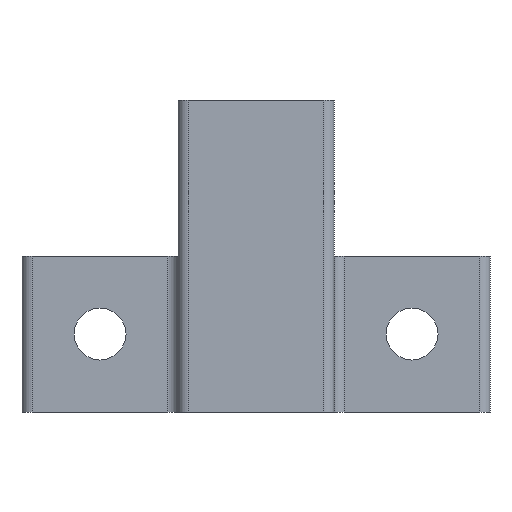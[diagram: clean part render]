
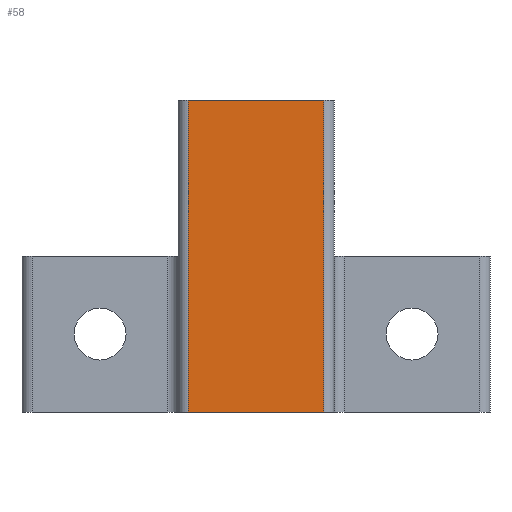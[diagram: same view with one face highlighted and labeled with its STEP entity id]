
A CAD part, left-side view. The second image highlights one B-rep face of the part: STEP entity #58.
In plain terms, the highlighted planar face has unit normal (-1, 0, 0).
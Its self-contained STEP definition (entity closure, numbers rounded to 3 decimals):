
#58=ADVANCED_FACE('',(#167),#169,.T.);
#167=FACE_BOUND('',#168,.T.);
#168=EDGE_LOOP('',(#447,#448,#449,#450));
#169=PLANE('',#170);
#170=AXIS2_PLACEMENT_3D('',#171,#172,#173);
#171=CARTESIAN_POINT('',(-20.,7.5,0.));
#172=DIRECTION('',(-1.,0.,0.));
#173=DIRECTION('',(0.,-1.,0.));
#447=ORIENTED_EDGE('',*,*,#644,.F.);
#448=ORIENTED_EDGE('',*,*,#604,.T.);
#449=ORIENTED_EDGE('',*,*,#645,.T.);
#450=ORIENTED_EDGE('',*,*,#646,.F.);
#604=EDGE_CURVE('',#727,#725,#728,.T.);
#644=EDGE_CURVE('',#727,#797,#798,.T.);
#645=EDGE_CURVE('',#725,#799,#800,.T.);
#646=EDGE_CURVE('',#797,#799,#801,.T.);
#725=VERTEX_POINT('',#942);
#727=VERTEX_POINT('',#947);
#728=LINE('',#948,#949);
#797=VERTEX_POINT('',#1105);
#798=LINE('',#1106,#1107);
#799=VERTEX_POINT('',#1109);
#800=LINE('',#1110,#1111);
#801=LINE('',#1113,#1114);
#942=CARTESIAN_POINT('',(-20.,-6.5,0.));
#947=CARTESIAN_POINT('',(-20.,6.5,0.));
#948=CARTESIAN_POINT('',(-20.,6.5,0.));
#949=VECTOR('',#950,1.);
#950=DIRECTION('',(0.,-1.,0.));
#1105=CARTESIAN_POINT('',(-20.,6.5,30.));
#1106=CARTESIAN_POINT('',(-20.,6.5,0.));
#1107=VECTOR('',#1108,1.);
#1108=DIRECTION('',(0.,0.,1.));
#1109=CARTESIAN_POINT('',(-20.,-6.5,30.));
#1110=CARTESIAN_POINT('',(-20.,-6.5,0.));
#1111=VECTOR('',#1112,1.);
#1112=DIRECTION('',(0.,0.,1.));
#1113=CARTESIAN_POINT('',(-20.,6.5,30.));
#1114=VECTOR('',#1115,1.);
#1115=DIRECTION('',(0.,-1.,0.));
